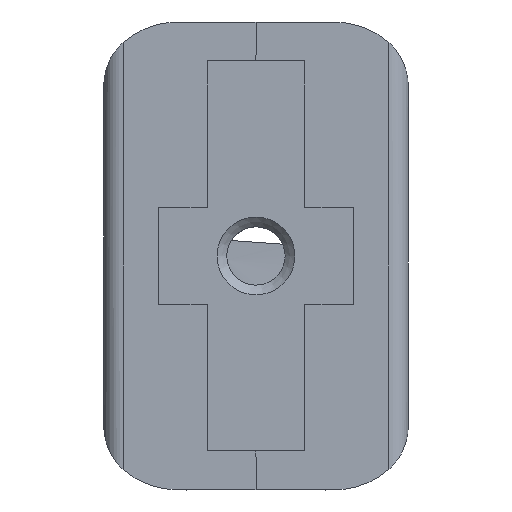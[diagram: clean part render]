
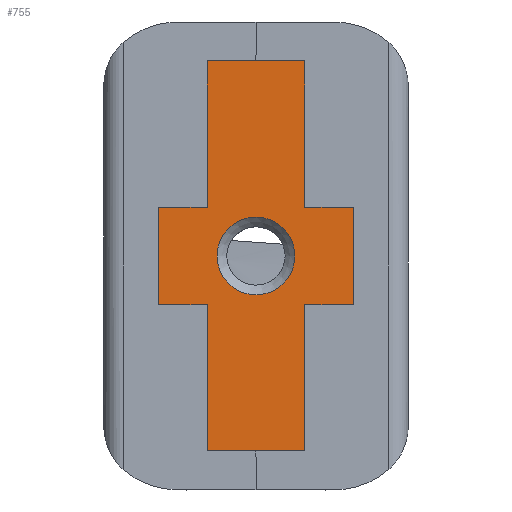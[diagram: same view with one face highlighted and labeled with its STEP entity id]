
A CAD part, top view. The second image highlights one B-rep face of the part: STEP entity #755.
In plain terms, the highlighted planar face has unit normal (0, 0, 1).
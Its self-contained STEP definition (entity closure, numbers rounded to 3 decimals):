
#19=FACE_BOUND('',#125,.T.);
#24=PLANE('',#814);
#81=FACE_OUTER_BOUND('',#124,.T.);
#124=EDGE_LOOP('',(#532,#533,#534,#535,#536,#537,#538,#539,#540,#541,#542,
#543));
#125=EDGE_LOOP('',(#544));
#172=LINE('',#1119,#249);
#173=LINE('',#1121,#250);
#174=LINE('',#1123,#251);
#175=LINE('',#1125,#252);
#176=LINE('',#1127,#253);
#177=LINE('',#1129,#254);
#178=LINE('',#1131,#255);
#179=LINE('',#1133,#256);
#180=LINE('',#1135,#257);
#181=LINE('',#1137,#258);
#182=LINE('',#1139,#259);
#183=LINE('',#1140,#260);
#249=VECTOR('',#885,10.);
#250=VECTOR('',#886,10.);
#251=VECTOR('',#887,10.);
#252=VECTOR('',#888,10.);
#253=VECTOR('',#889,10.);
#254=VECTOR('',#890,10.);
#255=VECTOR('',#891,10.);
#256=VECTOR('',#892,10.);
#257=VECTOR('',#893,10.);
#258=VECTOR('',#894,10.);
#259=VECTOR('',#895,10.);
#260=VECTOR('',#896,10.);
#324=CIRCLE('',#811,1.996);
#338=VERTEX_POINT('',#1074);
#341=VERTEX_POINT('',#1117);
#342=VERTEX_POINT('',#1118);
#343=VERTEX_POINT('',#1120);
#344=VERTEX_POINT('',#1122);
#345=VERTEX_POINT('',#1124);
#346=VERTEX_POINT('',#1126);
#347=VERTEX_POINT('',#1128);
#348=VERTEX_POINT('',#1130);
#349=VERTEX_POINT('',#1132);
#350=VERTEX_POINT('',#1134);
#351=VERTEX_POINT('',#1136);
#352=VERTEX_POINT('',#1138);
#412=EDGE_CURVE('',#338,#338,#324,.T.);
#417=EDGE_CURVE('',#341,#342,#172,.T.);
#418=EDGE_CURVE('',#342,#343,#173,.T.);
#419=EDGE_CURVE('',#343,#344,#174,.T.);
#420=EDGE_CURVE('',#344,#345,#175,.T.);
#421=EDGE_CURVE('',#345,#346,#176,.T.);
#422=EDGE_CURVE('',#346,#347,#177,.T.);
#423=EDGE_CURVE('',#347,#348,#178,.T.);
#424=EDGE_CURVE('',#348,#349,#179,.T.);
#425=EDGE_CURVE('',#349,#350,#180,.T.);
#426=EDGE_CURVE('',#350,#351,#181,.T.);
#427=EDGE_CURVE('',#351,#352,#182,.T.);
#428=EDGE_CURVE('',#352,#341,#183,.T.);
#532=ORIENTED_EDGE('',*,*,#417,.T.);
#533=ORIENTED_EDGE('',*,*,#418,.T.);
#534=ORIENTED_EDGE('',*,*,#419,.T.);
#535=ORIENTED_EDGE('',*,*,#420,.T.);
#536=ORIENTED_EDGE('',*,*,#421,.T.);
#537=ORIENTED_EDGE('',*,*,#422,.T.);
#538=ORIENTED_EDGE('',*,*,#423,.T.);
#539=ORIENTED_EDGE('',*,*,#424,.T.);
#540=ORIENTED_EDGE('',*,*,#425,.T.);
#541=ORIENTED_EDGE('',*,*,#426,.T.);
#542=ORIENTED_EDGE('',*,*,#427,.T.);
#543=ORIENTED_EDGE('',*,*,#428,.T.);
#544=ORIENTED_EDGE('',*,*,#412,.F.);
#755=ADVANCED_FACE('',(#81,#19),#24,.T.);
#811=AXIS2_PLACEMENT_3D('',#1075,#875,#876);
#814=AXIS2_PLACEMENT_3D('',#1116,#883,#884);
#875=DIRECTION('center_axis',(0.,0.,1.));
#876=DIRECTION('ref_axis',(1.,0.,0.));
#883=DIRECTION('center_axis',(0.,0.,1.));
#884=DIRECTION('ref_axis',(1.,0.,0.));
#885=DIRECTION('',(0.,-1.,0.));
#886=DIRECTION('',(-1.,0.,0.));
#887=DIRECTION('',(0.,-1.,0.));
#888=DIRECTION('',(1.,0.,0.));
#889=DIRECTION('',(0.,-1.,0.));
#890=DIRECTION('',(1.,0.,0.));
#891=DIRECTION('',(0.,1.,0.));
#892=DIRECTION('',(1.,0.,0.));
#893=DIRECTION('',(0.,1.,0.));
#894=DIRECTION('',(-1.,0.,0.));
#895=DIRECTION('',(0.,1.,0.));
#896=DIRECTION('',(-1.,0.,0.));
#1074=CARTESIAN_POINT('',(-2.,0.,27.));
#1075=CARTESIAN_POINT('Origin',(-0.004,0.,27.));
#1116=CARTESIAN_POINT('Origin',(0.,0.,27.));
#1117=CARTESIAN_POINT('',(-2.5,10.,27.));
#1118=CARTESIAN_POINT('',(-2.5,2.5,27.));
#1119=CARTESIAN_POINT('',(-2.5,10.,27.));
#1120=CARTESIAN_POINT('',(-5.,2.5,27.));
#1121=CARTESIAN_POINT('',(5.,2.5,27.));
#1122=CARTESIAN_POINT('',(-5.,-2.5,27.));
#1123=CARTESIAN_POINT('',(-5.,2.5,27.));
#1124=CARTESIAN_POINT('',(-2.5,-2.5,27.));
#1125=CARTESIAN_POINT('',(-5.,-2.5,27.));
#1126=CARTESIAN_POINT('',(-2.5,-10.,27.));
#1127=CARTESIAN_POINT('',(-2.5,10.,27.));
#1128=CARTESIAN_POINT('',(2.5,-10.,27.));
#1129=CARTESIAN_POINT('',(-2.5,-10.,27.));
#1130=CARTESIAN_POINT('',(2.5,-2.5,27.));
#1131=CARTESIAN_POINT('',(2.5,-10.,27.));
#1132=CARTESIAN_POINT('',(5.,-2.5,27.));
#1133=CARTESIAN_POINT('',(-5.,-2.5,27.));
#1134=CARTESIAN_POINT('',(5.,2.5,27.));
#1135=CARTESIAN_POINT('',(5.,-2.5,27.));
#1136=CARTESIAN_POINT('',(2.5,2.5,27.));
#1137=CARTESIAN_POINT('',(5.,2.5,27.));
#1138=CARTESIAN_POINT('',(2.5,10.,27.));
#1139=CARTESIAN_POINT('',(2.5,-10.,27.));
#1140=CARTESIAN_POINT('',(2.5,10.,27.));
